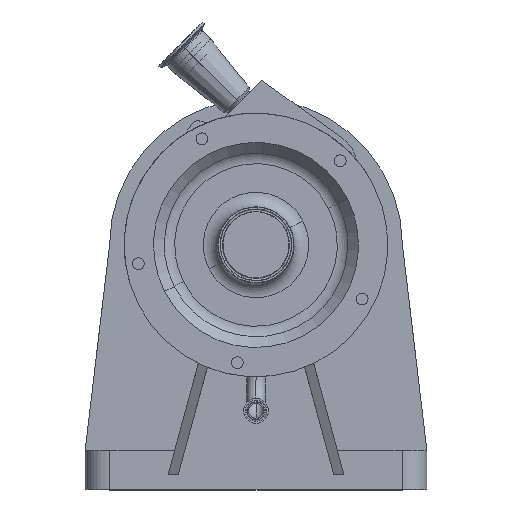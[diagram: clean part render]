
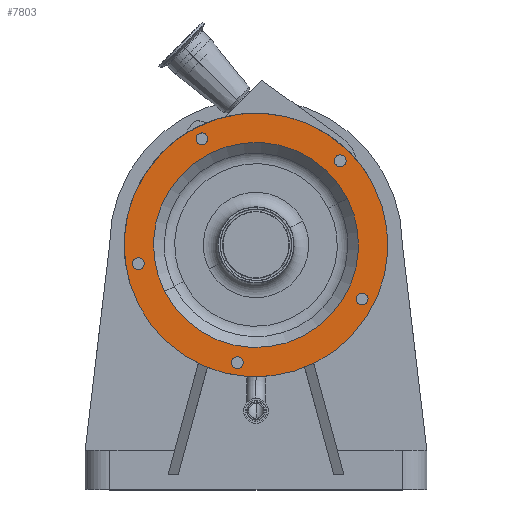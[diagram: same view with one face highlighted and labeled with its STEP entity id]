
A CAD part, top view. The second image highlights one B-rep face of the part: STEP entity #7803.
In plain terms, the highlighted planar face has unit normal (0, 0, 1).
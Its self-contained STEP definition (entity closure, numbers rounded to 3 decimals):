
#1546 = CARTESIAN_POINT ( 'NONE',  ( -120.286, -61.289, 284. ) ) ;
#1560 = DIRECTION ( 'NONE',  ( 0., 0., 1. ) ) ;
#1561 = CARTESIAN_POINT ( 'NONE',  ( 0., 0., 284. ) ) ;
#1562 = AXIS2_PLACEMENT_3D ( 'NONE', #1561, #1560, #1570 ) ;
#1570 = DIRECTION ( 'NONE',  ( 0.891, 0.454, 0. ) ) ;
#1571 = CIRCLE ( 'NONE', #1562, 135. ) ;
#1716 = AXIS2_PLACEMENT_3D ( 'NONE', #1779, #1778, #1777 ) ;
#1717 = CIRCLE ( 'NONE', #1716, 6. ) ;
#1754 = CARTESIAN_POINT ( 'NONE',  ( -25.011, -119.559, 284. ) ) ;
#1777 = DIRECTION ( 'NONE',  ( -0.988, 0.156, 0. ) ) ;
#1778 = DIRECTION ( 'NONE',  ( 0., 0., 1. ) ) ;
#1779 = CARTESIAN_POINT ( 'NONE',  ( -19.085, -120.498, 284. ) ) ;
#1881 = CARTESIAN_POINT ( 'NONE',  ( 120.286, 61.289, 284. ) ) ;
#3271 = CIRCLE ( 'NONE', #3304, 6. ) ;
#3291 = CARTESIAN_POINT ( 'NONE',  ( 105.979, -60.733, 284. ) ) ;
#3292 = DIRECTION ( 'NONE',  ( 0., 0., 1. ) ) ;
#3297 = AXIS2_PLACEMENT_3D ( 'NONE', #3351, #3292, #3344 ) ;
#3301 = DIRECTION ( 'NONE',  ( 0.707, -0.707, 0. ) ) ;
#3302 = DIRECTION ( 'NONE',  ( 0., 0., 1. ) ) ;
#3303 = CARTESIAN_POINT ( 'NONE',  ( 86.267, 86.267, 284. ) ) ;
#3304 = AXIS2_PLACEMENT_3D ( 'NONE', #3303, #3302, #3301 ) ;
#3306 = CARTESIAN_POINT ( 'NONE',  ( 111.427, -50.041, 284. ) ) ;
#3307 = CIRCLE ( 'NONE', #3297, 6. ) ;
#3315 = CARTESIAN_POINT ( 'NONE',  ( 90.51, 82.024, 284. ) ) ;
#3320 = CARTESIAN_POINT ( 'NONE',  ( 82.024, 90.51, 284. ) ) ;
#3344 = DIRECTION ( 'NONE',  ( -0.454, -0.891, 0. ) ) ;
#3351 = CARTESIAN_POINT ( 'NONE',  ( 108.703, -55.387, 284. ) ) ;
#4113 = DIRECTION ( 'NONE',  ( 0.891, 0.454, 0. ) ) ;
#4114 = DIRECTION ( 'NONE',  ( 0., 0., 1. ) ) ;
#4115 = CIRCLE ( 'NONE', #4151, 6. ) ;
#4116 = CIRCLE ( 'NONE', #4164, 6. ) ;
#4121 = AXIS2_PLACEMENT_3D ( 'NONE', #4134, #4114, #4113 ) ;
#4127 = CIRCLE ( 'NONE', #4121, 105. ) ;
#4134 = CARTESIAN_POINT ( 'NONE',  ( 0., 0., 284. ) ) ;
#4150 = DIRECTION ( 'NONE',  ( -0.156, 0.988, 0. ) ) ;
#4151 = AXIS2_PLACEMENT_3D ( 'NONE', #4156, #4158, #4150 ) ;
#4156 = CARTESIAN_POINT ( 'NONE',  ( -120.498, -19.085, 284. ) ) ;
#4158 = DIRECTION ( 'NONE',  ( 0., 0., 1. ) ) ;
#4161 = DIRECTION ( 'NONE',  ( 0.707, -0.707, 0. ) ) ;
#4162 = DIRECTION ( 'NONE',  ( 0., 0., 1. ) ) ;
#4163 = CARTESIAN_POINT ( 'NONE',  ( 86.267, 86.267, 284. ) ) ;
#4164 = AXIS2_PLACEMENT_3D ( 'NONE', #4163, #4162, #4161 ) ;
#4229 = CIRCLE ( 'NONE', #4281, 135. ) ;
#4266 = CARTESIAN_POINT ( 'NONE',  ( 0., 0., 284. ) ) ;
#4281 = AXIS2_PLACEMENT_3D ( 'NONE', #4266, #4299, #4298 ) ;
#4298 = DIRECTION ( 'NONE',  ( 0.891, 0.454, 0. ) ) ;
#4299 = DIRECTION ( 'NONE',  ( 0., 0., 1. ) ) ;
#4354 = FACE_BOUND ( 'NONE', #8016, .T. ) ;
#4355 = FACE_OUTER_BOUND ( 'NONE', #7789, .T. ) ;
#4358 = FACE_BOUND ( 'NONE', #7842, .T. ) ;
#4360 = DIRECTION ( 'NONE',  ( 0., 0., -1. ) ) ;
#4361 = CARTESIAN_POINT ( 'NONE',  ( -17.706, 34.749, 284. ) ) ;
#4366 = DIRECTION ( 'NONE',  ( 0., 0., 1. ) ) ;
#4372 = CARTESIAN_POINT ( 'NONE',  ( -19.085, -120.498, 284. ) ) ;
#4373 = PLANE ( 'NONE',  #4411 ) ;
#4405 = DIRECTION ( 'NONE',  ( -0.891, -0.454, 0. ) ) ;
#4410 = FACE_BOUND ( 'NONE', #7692, .T. ) ;
#4411 = AXIS2_PLACEMENT_3D ( 'NONE', #4361, #4360, #4405 ) ;
#4412 = FACE_BOUND ( 'NONE', #7930, .T. ) ;
#4413 = FACE_BOUND ( 'NONE', #7799, .T. ) ;
#4414 = DIRECTION ( 'NONE',  ( -0.454, -0.891, 0. ) ) ;
#4415 = DIRECTION ( 'NONE',  ( 0., 0., 1. ) ) ;
#4416 = CARTESIAN_POINT ( 'NONE',  ( 108.703, -55.387, 284. ) ) ;
#4417 = FACE_BOUND ( 'NONE', #7880, .T. ) ;
#4418 = DIRECTION ( 'NONE',  ( -0.988, 0.156, 0. ) ) ;
#4419 = AXIS2_PLACEMENT_3D ( 'NONE', #4372, #4366, #4418 ) ;
#4420 = CIRCLE ( 'NONE', #4419, 6. ) ;
#4421 = CIRCLE ( 'NONE', #4423, 6. ) ;
#4423 = AXIS2_PLACEMENT_3D ( 'NONE', #4416, #4415, #4414 ) ;
#4560 = DIRECTION ( 'NONE',  ( 0.891, 0.454, 0. ) ) ;
#4561 = DIRECTION ( 'NONE',  ( 0., 0., 1. ) ) ;
#4562 = CARTESIAN_POINT ( 'NONE',  ( -55.387, 108.703, 284. ) ) ;
#4563 = AXIS2_PLACEMENT_3D ( 'NONE', #4562, #4561, #4560 ) ;
#4570 = CIRCLE ( 'NONE', #4563, 6. ) ;
#4949 = CARTESIAN_POINT ( 'NONE',  ( -121.437, -13.159, 284. ) ) ;
#4968 = CARTESIAN_POINT ( 'NONE',  ( 93.556, 47.669, 284. ) ) ;
#5043 = DIRECTION ( 'NONE',  ( 0.891, 0.454, 0. ) ) ;
#5044 = DIRECTION ( 'NONE',  ( 0., 0., 1. ) ) ;
#5045 = CARTESIAN_POINT ( 'NONE',  ( 0., 0., 284. ) ) ;
#5053 = AXIS2_PLACEMENT_3D ( 'NONE', #5045, #5044, #5043 ) ;
#5059 = CARTESIAN_POINT ( 'NONE',  ( -93.556, -47.669, 284. ) ) ;
#5065 = CIRCLE ( 'NONE', #5053, 105. ) ;
#5135 = CARTESIAN_POINT ( 'NONE',  ( -13.159, -121.437, 284. ) ) ;
#5140 = CIRCLE ( 'NONE', #5189, 6. ) ;
#5175 = DIRECTION ( 'NONE',  ( 0.891, 0.454, 0. ) ) ;
#5176 = DIRECTION ( 'NONE',  ( 0., 0., 1. ) ) ;
#5177 = CARTESIAN_POINT ( 'NONE',  ( -55.387, 108.703, 284. ) ) ;
#5180 = CARTESIAN_POINT ( 'NONE',  ( -60.733, 105.979, 284. ) ) ;
#5189 = AXIS2_PLACEMENT_3D ( 'NONE', #5177, #5176, #5175 ) ;
#5192 = CARTESIAN_POINT ( 'NONE',  ( -119.559, -25.011, 284. ) ) ;
#5265 = DIRECTION ( 'NONE',  ( -0.156, 0.988, 0. ) ) ;
#5266 = DIRECTION ( 'NONE',  ( 0., 0., 1. ) ) ;
#5267 = CARTESIAN_POINT ( 'NONE',  ( -120.498, -19.085, 284. ) ) ;
#5270 = AXIS2_PLACEMENT_3D ( 'NONE', #5267, #5266, #5265 ) ;
#5273 = CARTESIAN_POINT ( 'NONE',  ( -50.041, 111.427, 284. ) ) ;
#5277 = CIRCLE ( 'NONE', #5270, 6. ) ;
#6826 = EDGE_CURVE ( 'NONE', #6897, #6849, #1571, .T. ) ;
#6849 = VERTEX_POINT ( 'NONE', #1546 ) ;
#6861 = EDGE_CURVE ( 'NONE', #8219, #6864, #1717, .T. ) ;
#6864 = VERTEX_POINT ( 'NONE', #1754 ) ;
#6897 = VERTEX_POINT ( 'NONE', #1881 ) ;
#7196 = VERTEX_POINT ( 'NONE', #3315 ) ;
#7198 = EDGE_CURVE ( 'NONE', #7202, #7196, #3271, .T. ) ;
#7202 = VERTEX_POINT ( 'NONE', #3320 ) ;
#7205 = EDGE_CURVE ( 'NONE', #7215, #7208, #3307, .T. ) ;
#7208 = VERTEX_POINT ( 'NONE', #3291 ) ;
#7215 = VERTEX_POINT ( 'NONE', #3306 ) ;
#7686 = ORIENTED_EDGE ( 'NONE', *, *, #7694, .F. ) ;
#7687 = ORIENTED_EDGE ( 'NONE', *, *, #7763, .T. ) ;
#7688 = EDGE_CURVE ( 'NONE', #8147, #8195, #4127, .T. ) ;
#7689 = ORIENTED_EDGE ( 'NONE', *, *, #8197, .F. ) ;
#7690 = ORIENTED_EDGE ( 'NONE', *, *, #7688, .F. ) ;
#7692 = EDGE_LOOP ( 'NONE', ( #7690, #7689 ) ) ;
#7694 = EDGE_CURVE ( 'NONE', #7196, #7202, #4116, .T. ) ;
#7697 = EDGE_CURVE ( 'NONE', #8152, #8254, #4115, .T. ) ;
#7763 = EDGE_CURVE ( 'NONE', #6849, #6897, #4229, .T. ) ;
#7787 = EDGE_CURVE ( 'NONE', #6864, #8219, #4420, .T. ) ;
#7788 = ORIENTED_EDGE ( 'NONE', *, *, #8297, .F. ) ;
#7789 = EDGE_LOOP ( 'NONE', ( #7797, #7687 ) ) ;
#7791 = ORIENTED_EDGE ( 'NONE', *, *, #6861, .F. ) ;
#7792 = ORIENTED_EDGE ( 'NONE', *, *, #7697, .F. ) ;
#7796 = ORIENTED_EDGE ( 'NONE', *, *, #7798, .F. ) ;
#7797 = ORIENTED_EDGE ( 'NONE', *, *, #6826, .T. ) ;
#7798 = EDGE_CURVE ( 'NONE', #7208, #7215, #4421, .T. ) ;
#7799 = EDGE_LOOP ( 'NONE', ( #8023, #7791 ) ) ;
#7802 = ORIENTED_EDGE ( 'NONE', *, *, #7205, .F. ) ;
#7803 = ADVANCED_FACE ( 'NONE', ( #4358, #4417, #4413, #4412, #4354, #4355, #4410 ), #4373, .F. ) ;
#7826 = ORIENTED_EDGE ( 'NONE', *, *, #7903, .F. ) ;
#7834 = ORIENTED_EDGE ( 'NONE', *, *, #8256, .F. ) ;
#7842 = EDGE_LOOP ( 'NONE', ( #7686, #7931 ) ) ;
#7880 = EDGE_LOOP ( 'NONE', ( #7796, #7802 ) ) ;
#7903 = EDGE_CURVE ( 'NONE', #8298, #8257, #4570, .T. ) ;
#7930 = EDGE_LOOP ( 'NONE', ( #7792, #7788 ) ) ;
#7931 = ORIENTED_EDGE ( 'NONE', *, *, #7198, .F. ) ;
#8016 = EDGE_LOOP ( 'NONE', ( #7826, #7834 ) ) ;
#8023 = ORIENTED_EDGE ( 'NONE', *, *, #7787, .F. ) ;
#8147 = VERTEX_POINT ( 'NONE', #4968 ) ;
#8152 = VERTEX_POINT ( 'NONE', #4949 ) ;
#8195 = VERTEX_POINT ( 'NONE', #5059 ) ;
#8197 = EDGE_CURVE ( 'NONE', #8195, #8147, #5065, .T. ) ;
#8219 = VERTEX_POINT ( 'NONE', #5135 ) ;
#8254 = VERTEX_POINT ( 'NONE', #5192 ) ;
#8256 = EDGE_CURVE ( 'NONE', #8257, #8298, #5140, .T. ) ;
#8257 = VERTEX_POINT ( 'NONE', #5180 ) ;
#8297 = EDGE_CURVE ( 'NONE', #8254, #8152, #5277, .T. ) ;
#8298 = VERTEX_POINT ( 'NONE', #5273 ) ;
